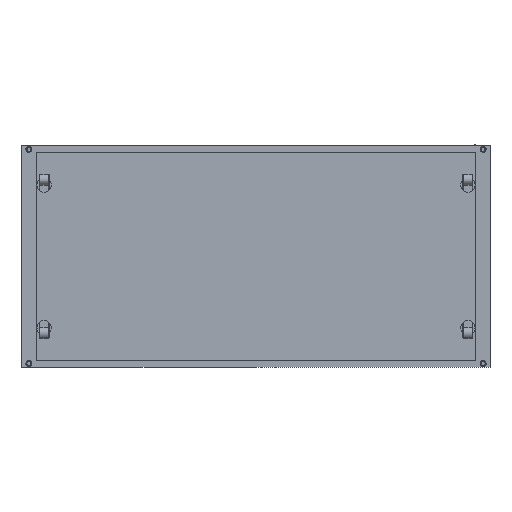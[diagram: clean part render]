
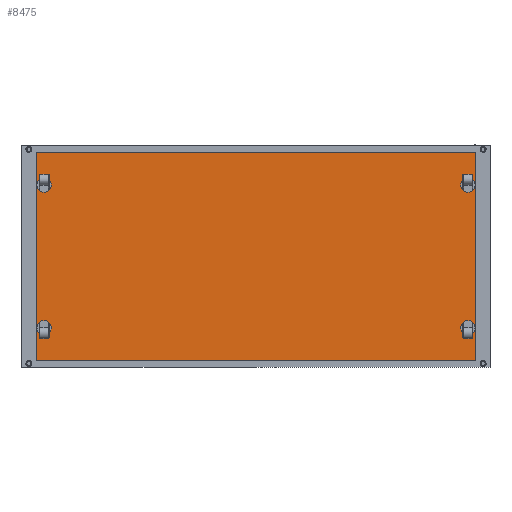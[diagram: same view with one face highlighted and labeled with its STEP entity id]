
A CAD part, front view. The second image highlights one B-rep face of the part: STEP entity #8475.
In plain terms, the highlighted planar face has unit normal (0, -1, 0).
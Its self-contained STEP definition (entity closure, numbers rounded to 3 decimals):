
#703=FACE_OUTER_BOUND('',#1221,.T.);
#1221=EDGE_LOOP('',(#7127,#7128,#7129,#7130));
#2183=LINE('',#13510,#3205);
#2187=LINE('',#13517,#3209);
#2190=LINE('',#13523,#3212);
#2192=LINE('',#13526,#3214);
#3205=VECTOR('',#11030,10.);
#3209=VECTOR('',#11036,10.);
#3212=VECTOR('',#11041,10.);
#3214=VECTOR('',#11045,10.);
#4003=VERTEX_POINT('',#13507);
#4004=VERTEX_POINT('',#13509);
#4006=VERTEX_POINT('',#13515);
#4008=VERTEX_POINT('',#13521);
#5071=EDGE_CURVE('',#4003,#4004,#2183,.T.);
#5075=EDGE_CURVE('',#4006,#4003,#2187,.T.);
#5078=EDGE_CURVE('',#4008,#4006,#2190,.T.);
#5080=EDGE_CURVE('',#4004,#4008,#2192,.T.);
#7127=ORIENTED_EDGE('',*,*,#5080,.F.);
#7128=ORIENTED_EDGE('',*,*,#5071,.F.);
#7129=ORIENTED_EDGE('',*,*,#5075,.F.);
#7130=ORIENTED_EDGE('',*,*,#5078,.F.);
#7995=PLANE('',#9142);
#8475=ADVANCED_FACE('',(#703),#7995,.F.);
#9142=AXIS2_PLACEMENT_3D('',#13527,#11046,#11047);
#11030=DIRECTION('',(0.,0.,-1.));
#11036=DIRECTION('',(1.,0.,0.));
#11041=DIRECTION('',(0.,0.,1.));
#11045=DIRECTION('',(-1.,0.,0.));
#11046=DIRECTION('center_axis',(0.,1.,0.));
#11047=DIRECTION('ref_axis',(0.,0.,1.));
#13507=CARTESIAN_POINT('',(666.5,-313.,316.));
#13509=CARTESIAN_POINT('',(666.5,-313.,-316.));
#13510=CARTESIAN_POINT('',(666.5,-313.,-316.));
#13515=CARTESIAN_POINT('',(-666.5,-313.,316.));
#13517=CARTESIAN_POINT('',(666.5,-313.,316.));
#13521=CARTESIAN_POINT('',(-666.5,-313.,-316.));
#13523=CARTESIAN_POINT('',(-666.5,-313.,316.));
#13526=CARTESIAN_POINT('',(-666.5,-313.,-316.));
#13527=CARTESIAN_POINT('Origin',(0.,-313.,0.));
